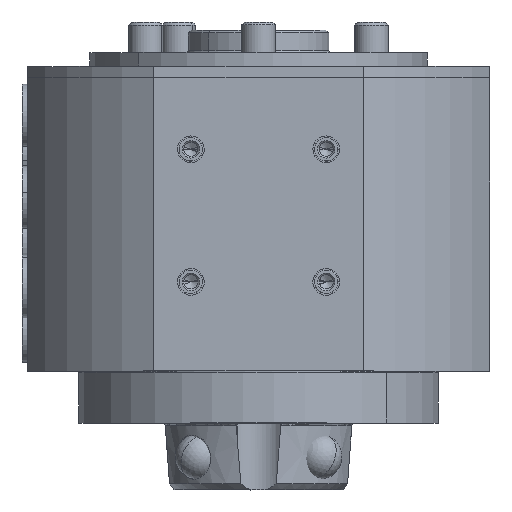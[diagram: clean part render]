
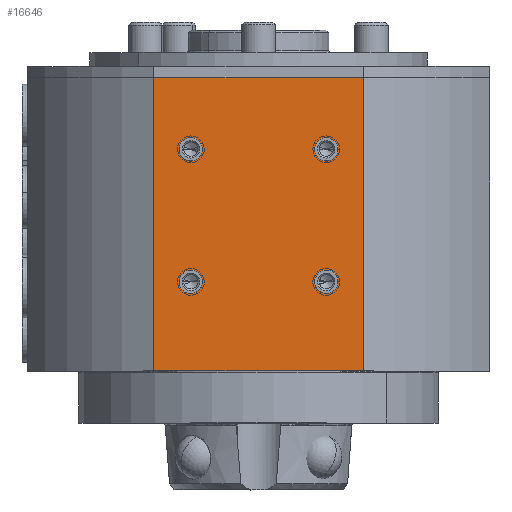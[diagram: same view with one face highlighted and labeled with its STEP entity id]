
A CAD part, top view. The second image highlights one B-rep face of the part: STEP entity #16646.
In plain terms, the highlighted planar face has unit normal (0, 0, 1).
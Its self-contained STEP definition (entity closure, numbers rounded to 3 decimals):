
#69 = FACE_BOUND ( 'NONE', #24755, .T. ) ;
#2156 = DIRECTION ( 'NONE',  ( 0., -1., 0. ) ) ;
#2996 = VECTOR ( 'NONE', #35766, 1000. ) ;
#3346 = AXIS2_PLACEMENT_3D ( 'NONE', #17688, #39889, #20909 ) ;
#3962 = DIRECTION ( 'NONE',  ( 0., 0., 1. ) ) ;
#3968 = EDGE_CURVE ( 'NONE', #24594, #37659, #26753, .T. ) ;
#4111 = ORIENTED_EDGE ( 'NONE', *, *, #7709, .F. ) ;
#4748 = EDGE_CURVE ( 'NONE', #7983, #29475, #11330, .T. ) ;
#4996 = VERTEX_POINT ( 'NONE', #12739 ) ;
#5183 = DIRECTION ( 'NONE',  ( 0., 0., 1. ) ) ;
#5297 = ORIENTED_EDGE ( 'NONE', *, *, #27467, .F. ) ;
#5313 = CARTESIAN_POINT ( 'NONE',  ( -18.547, 2.4, 41. ) ) ;
#5546 = AXIS2_PLACEMENT_3D ( 'NONE', #18387, #40594, #21620 ) ;
#5656 = CIRCLE ( 'NONE', #5546, 2.1 ) ;
#5711 = DIRECTION ( 'NONE',  ( 0., 0., 1. ) ) ;
#6006 = CARTESIAN_POINT ( 'NONE',  ( 12., -17.2, 41. ) ) ;
#6096 = ORIENTED_EDGE ( 'NONE', *, *, #27924, .F. ) ;
#6263 = DIRECTION ( 'NONE',  ( 0., 1., 0. ) ) ;
#6440 = LINE ( 'NONE', #31281, #22273 ) ;
#6528 = CARTESIAN_POINT ( 'NONE',  ( 14.1, -40.7, 41. ) ) ;
#6755 = AXIS2_PLACEMENT_3D ( 'NONE', #22871, #3962, #26045 ) ;
#6870 = LINE ( 'NONE', #5313, #32130 ) ;
#7413 = CIRCLE ( 'NONE', #16453, 2.1 ) ;
#7709 = EDGE_CURVE ( 'NONE', #27478, #19566, #40398, .T. ) ;
#7848 = CIRCLE ( 'NONE', #35618, 2.1 ) ;
#7983 = VERTEX_POINT ( 'NONE', #16271 ) ;
#8238 = VERTEX_POINT ( 'NONE', #33592 ) ;
#8429 = FACE_OUTER_BOUND ( 'NONE', #39470, .T. ) ;
#8587 = VECTOR ( 'NONE', #6263, 1000. ) ;
#9158 = DIRECTION ( 'NONE',  ( 1., 0., 0. ) ) ;
#9738 = DIRECTION ( 'NONE',  ( 0., 0., 1. ) ) ;
#10375 = ORIENTED_EDGE ( 'NONE', *, *, #18103, .F. ) ;
#10554 = CARTESIAN_POINT ( 'NONE',  ( -18.547, -56.5, 41. ) ) ;
#10930 = EDGE_LOOP ( 'NONE', ( #35823, #4111 ) ) ;
#11077 = VERTEX_POINT ( 'NONE', #26912 ) ;
#11330 = LINE ( 'NONE', #13578, #2996 ) ;
#12226 = AXIS2_PLACEMENT_3D ( 'NONE', #18608, #40794, #21828 ) ;
#12299 = DIRECTION ( 'NONE',  ( 1., 0., 0. ) ) ;
#12739 = CARTESIAN_POINT ( 'NONE',  ( 9.9, -40.7, 41. ) ) ;
#12756 = ORIENTED_EDGE ( 'NONE', *, *, #27529, .T. ) ;
#13578 = CARTESIAN_POINT ( 'NONE',  ( 45., -4.5, 41. ) ) ;
#14287 = VERTEX_POINT ( 'NONE', #6528 ) ;
#14932 = CARTESIAN_POINT ( 'NONE',  ( 9.9, -17.2, 41. ) ) ;
#15914 = ORIENTED_EDGE ( 'NONE', *, *, #31621, .T. ) ;
#16094 = VERTEX_POINT ( 'NONE', #21352 ) ;
#16271 = CARTESIAN_POINT ( 'NONE',  ( 18.547, -4.5, 41. ) ) ;
#16331 = EDGE_CURVE ( 'NONE', #4996, #14287, #33846, .T. ) ;
#16453 = AXIS2_PLACEMENT_3D ( 'NONE', #18085, #40285, #21316 ) ;
#16646 = ADVANCED_FACE ( 'NONE', ( #69, #34736, #8429, #32721, #24314 ), #36720, .T. ) ;
#17688 = CARTESIAN_POINT ( 'NONE',  ( -41., -56.5, 41. ) ) ;
#17916 = VERTEX_POINT ( 'NONE', #10554 ) ;
#18085 = CARTESIAN_POINT ( 'NONE',  ( 12., -40.7, 41. ) ) ;
#18103 = EDGE_CURVE ( 'NONE', #11077, #8238, #7848, .T. ) ;
#18156 = EDGE_CURVE ( 'NONE', #29475, #17916, #6870, .T. ) ;
#18387 = CARTESIAN_POINT ( 'NONE',  ( -12., -17.2, 41. ) ) ;
#18608 = CARTESIAN_POINT ( 'NONE',  ( -12., -40.7, 41. ) ) ;
#18636 = EDGE_LOOP ( 'NONE', ( #10375, #6096 ) ) ;
#18738 = CIRCLE ( 'NONE', #12226, 2.1 ) ;
#18986 = LINE ( 'NONE', #31561, #8587 ) ;
#19566 = VERTEX_POINT ( 'NONE', #33177 ) ;
#20564 = CIRCLE ( 'NONE', #33675, 2.1 ) ;
#20748 = EDGE_LOOP ( 'NONE', ( #37811, #24277 ) ) ;
#20909 = DIRECTION ( 'NONE',  ( 1., 0., 0. ) ) ;
#21316 = DIRECTION ( 'NONE',  ( 1., 0., 0. ) ) ;
#21352 = CARTESIAN_POINT ( 'NONE',  ( 18.547, -56.5, 41. ) ) ;
#21518 = EDGE_CURVE ( 'NONE', #19566, #27478, #20564, .T. ) ;
#21620 = DIRECTION ( 'NONE',  ( 1., 0., 0. ) ) ;
#21828 = DIRECTION ( 'NONE',  ( 1., 0., 0. ) ) ;
#22273 = VECTOR ( 'NONE', #12299, 1000. ) ;
#22481 = ORIENTED_EDGE ( 'NONE', *, *, #18156, .T. ) ;
#22871 = CARTESIAN_POINT ( 'NONE',  ( 12., -40.7, 41. ) ) ;
#24122 = CARTESIAN_POINT ( 'NONE',  ( -12., -40.7, 41. ) ) ;
#24277 = ORIENTED_EDGE ( 'NONE', *, *, #3968, .F. ) ;
#24314 = FACE_BOUND ( 'NONE', #10930, .T. ) ;
#24594 = VERTEX_POINT ( 'NONE', #35254 ) ;
#24662 = CARTESIAN_POINT ( 'NONE',  ( 12., -17.2, 41. ) ) ;
#24755 = EDGE_LOOP ( 'NONE', ( #5297, #26046 ) ) ;
#26045 = DIRECTION ( 'NONE',  ( 1., 0., 0. ) ) ;
#26046 = ORIENTED_EDGE ( 'NONE', *, *, #16331, .F. ) ;
#26753 = CIRCLE ( 'NONE', #35642, 2.1 ) ;
#26912 = CARTESIAN_POINT ( 'NONE',  ( -9.9, -40.7, 41. ) ) ;
#27267 = DIRECTION ( 'NONE',  ( 1., 0., 0. ) ) ;
#27467 = EDGE_CURVE ( 'NONE', #14287, #4996, #7413, .T. ) ;
#27478 = VERTEX_POINT ( 'NONE', #14932 ) ;
#27529 = EDGE_CURVE ( 'NONE', #17916, #16094, #6440, .T. ) ;
#27805 = DIRECTION ( 'NONE',  ( 1., 0., 0. ) ) ;
#27924 = EDGE_CURVE ( 'NONE', #8238, #11077, #18738, .T. ) ;
#28103 = DIRECTION ( 'NONE',  ( 0., 0., 1. ) ) ;
#28696 = CARTESIAN_POINT ( 'NONE',  ( -12., -17.2, 41. ) ) ;
#29475 = VERTEX_POINT ( 'NONE', #35550 ) ;
#31281 = CARTESIAN_POINT ( 'NONE',  ( 45., -56.5, 41. ) ) ;
#31561 = CARTESIAN_POINT ( 'NONE',  ( 18.547, 2.4, 41. ) ) ;
#31621 = EDGE_CURVE ( 'NONE', #16094, #7983, #18986, .T. ) ;
#31785 = AXIS2_PLACEMENT_3D ( 'NONE', #6006, #28103, #9158 ) ;
#31893 = DIRECTION ( 'NONE',  ( 1., 0., 0. ) ) ;
#32130 = VECTOR ( 'NONE', #2156, 1000. ) ;
#32721 = FACE_BOUND ( 'NONE', #20748, .T. ) ;
#33177 = CARTESIAN_POINT ( 'NONE',  ( 14.1, -17.2, 41. ) ) ;
#33592 = CARTESIAN_POINT ( 'NONE',  ( -14.1, -40.7, 41. ) ) ;
#33675 = AXIS2_PLACEMENT_3D ( 'NONE', #24662, #5711, #27805 ) ;
#33846 = CIRCLE ( 'NONE', #6755, 2.1 ) ;
#34644 = CARTESIAN_POINT ( 'NONE',  ( -9.9, -17.2, 41. ) ) ;
#34736 = FACE_BOUND ( 'NONE', #18636, .T. ) ;
#35254 = CARTESIAN_POINT ( 'NONE',  ( -14.1, -17.2, 41. ) ) ;
#35550 = CARTESIAN_POINT ( 'NONE',  ( -18.547, -4.5, 41. ) ) ;
#35618 = AXIS2_PLACEMENT_3D ( 'NONE', #24122, #5183, #27267 ) ;
#35642 = AXIS2_PLACEMENT_3D ( 'NONE', #28696, #9738, #31893 ) ;
#35766 = DIRECTION ( 'NONE',  ( -1., 0., 0. ) ) ;
#35823 = ORIENTED_EDGE ( 'NONE', *, *, #21518, .F. ) ;
#36720 = PLANE ( 'NONE',  #3346 ) ;
#36880 = ORIENTED_EDGE ( 'NONE', *, *, #4748, .T. ) ;
#37659 = VERTEX_POINT ( 'NONE', #34644 ) ;
#37811 = ORIENTED_EDGE ( 'NONE', *, *, #40132, .F. ) ;
#39470 = EDGE_LOOP ( 'NONE', ( #15914, #36880, #22481, #12756 ) ) ;
#39889 = DIRECTION ( 'NONE',  ( 0., 0., 1. ) ) ;
#40132 = EDGE_CURVE ( 'NONE', #37659, #24594, #5656, .T. ) ;
#40285 = DIRECTION ( 'NONE',  ( 0., 0., 1. ) ) ;
#40398 = CIRCLE ( 'NONE', #31785, 2.1 ) ;
#40594 = DIRECTION ( 'NONE',  ( 0., 0., 1. ) ) ;
#40794 = DIRECTION ( 'NONE',  ( 0., 0., 1. ) ) ;
